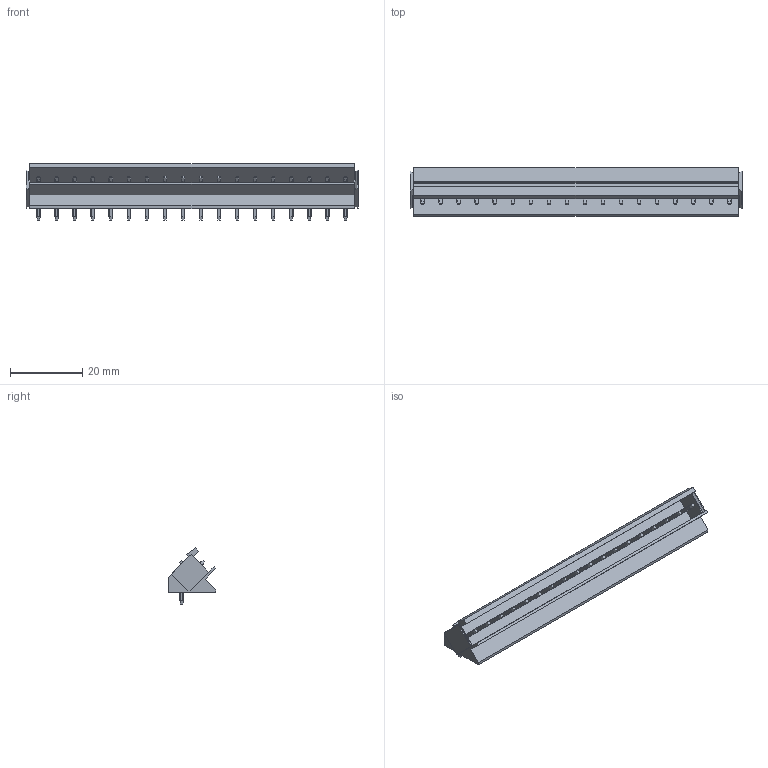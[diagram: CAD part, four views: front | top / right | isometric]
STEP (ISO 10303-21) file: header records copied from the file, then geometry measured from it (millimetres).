
FILE_DESCRIPTION(('CATIA V5 STEP Exchange','CAx-IF Rec.Pracs.--- Model Styling and Organization---1.2---2011-12-15'),'2;1');
FILE_NAME ('D1453883_0_1630640000_1630640000.stp','2018-10-12T10:19:35+00:00',('none'),('Weidmueller'),'CATIA Version 5-6 Release 2014','CATIA V5 STEP AP214','none');
FILE_SCHEMA(('AUTOMOTIVE_DESIGN { 1 0 10303 214 1 1 1 1 }'));
Length unit declared in the file: millimetre
Products named in the file (1): 1630640000
Bounding box: 92 x 13.3 x 15.63 mm (x, y, z)
Volume: 5470.5 mm3; surface area: 7371.3 mm2
Topology: 19 solids, 19 shells, 726 faces, 1916 edges, 1228 vertices
Faces by surface type: plane 436, cylinder 290
Entity records: 26076 total; most frequent: CARTESIAN_POINT 9960, ORIENTED_EDGE 3832, DIRECTION 2442, EDGE_CURVE 1916, VECTOR 1336, LINE 1336, VERTEX_POINT 1228, EDGE_LOOP 762
